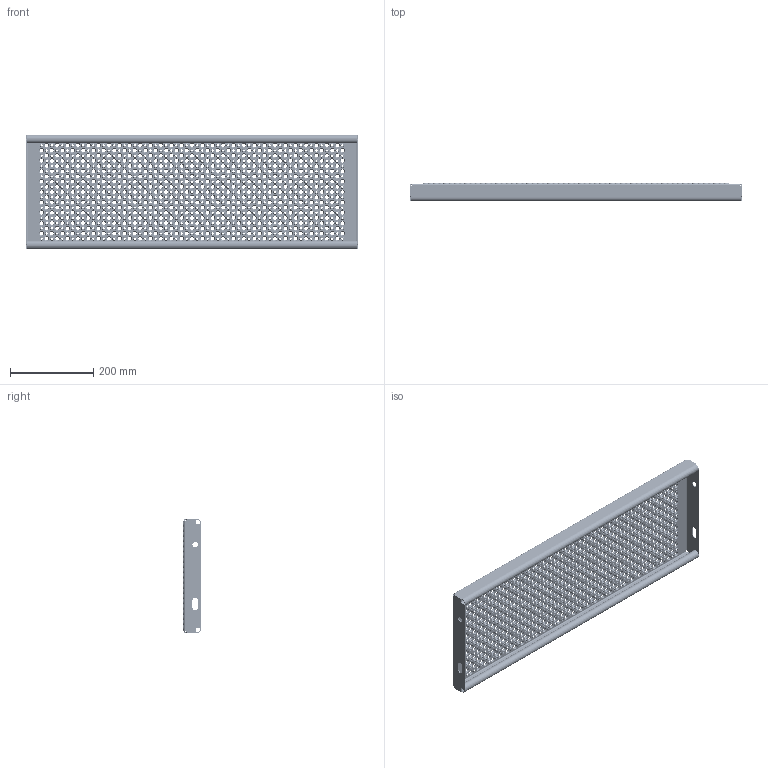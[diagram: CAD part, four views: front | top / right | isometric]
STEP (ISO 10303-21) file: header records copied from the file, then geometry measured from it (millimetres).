
FILE_DESCRIPTION (( 'STEP AP203' ), '1' );
FILE_NAME ('00000_ACHILTRIN_275x800x45_M_OPTRÆK.STEP', '2011-08-10T11:57:22', ( 'JKJ' ), ( '' ), 'SwSTEP 2.0', 'SolidWorks 2011', '' );
FILE_SCHEMA (( 'CONFIG_CONTROL_DESIGN' ));
Products named in the file (1): 00000_ACHILTRIN_275x800x45_M_OPTRÆK
Bounding box: 800 x 45 x 275 mm (x, y, z)
Volume: 729542.1 mm3; surface area: 771769.6 mm2
Topology: 1 solids, 1 shells, 8755 faces, 20024 edges, 12510 vertices
Faces by surface type: cone 4956, cylinder 2514, plane 1277, bspline 8
Entity records: 255713 total; most frequent: DIRECTION 49934, CARTESIAN_POINT 41882, ORIENTED_EDGE 40048, AXIS2_PLACEMENT_3D 21194, EDGE_CURVE 20024, VERTEX_POINT 12510, EDGE_LOOP 12480, CIRCLE 12446
